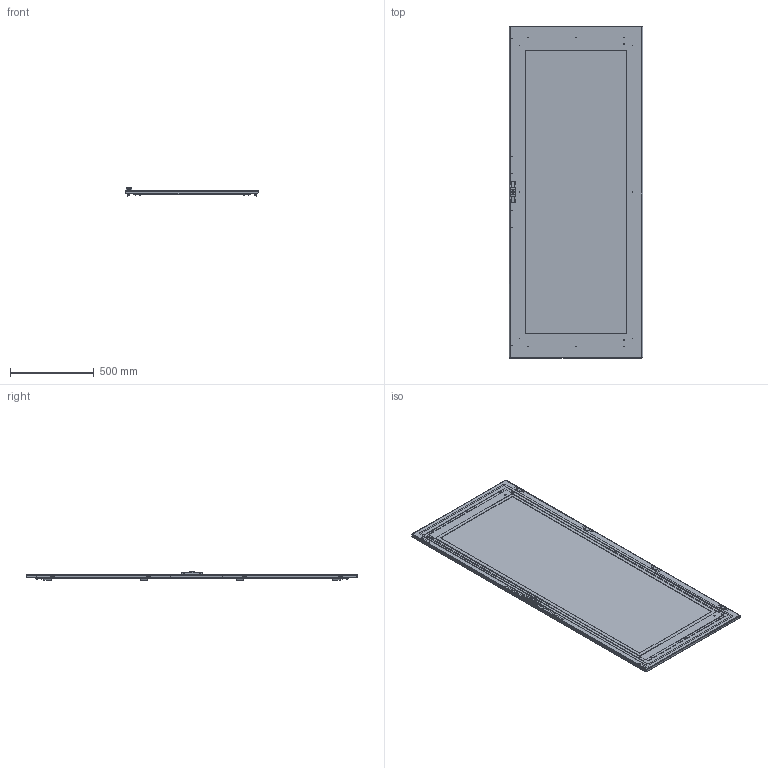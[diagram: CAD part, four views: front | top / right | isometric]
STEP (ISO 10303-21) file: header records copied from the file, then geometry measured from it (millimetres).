
FILE_DESCRIPTION (( 'STEP AP203' ), '1' );
FILE_NAME ('UR24400200806 Äâåðü îáçîðíàÿ RS52 200.80 ÑÏ (000.801.511-02).STEP', '2022-04-08T11:19:04', ( '' ), ( '' ), 'SwSTEP 2.0', 'SolidWorks 2017', '' );
FILE_SCHEMA (( 'CONFIG_CONTROL_DESIGN' ));
Length unit declared in the file: millimetre
Products named in the file (33): Âèíò DIN 7500 C TORX_Œ5å16; Øàéáà 6402 Ò_Œ6; 017-45 栺樏鋋_09 (200.80); 000.203.279 Äâåðü îáçîðíàÿ RS52 200.00_02 (200.80); 000.231.045 Ðàìà óñèëèâàþùàÿ RS52_19 (200.80); 000.800.093 Ïëàíêà çàïîðíàÿ_04 (200.00); 016-90 Øòûðü ïåòëè LC3; 048-06 Ïðóæèíà ïåòëè çàæèìíàÿ; 054-200 Ñòîéêà äâåðè RS52_04 (200.00); 000.210.560 Îñíîâàíèå äâåðè îáçîðíîé RS52 200.00_02 (200.80); Âèíò ISO 10642 TX_Œ5å10; 012-2039 Ïàíåëü äâåðè RS52 200.00_02 (200.80); MS896 Çàìîê-íàêëàäêà îñíîâíàÿ äëÿ LC_Žâªàëâ®; Ãàéêà øåñòèãðàííàÿ âûñîêàÿ ñàìîñòîïîðÿùàÿñÿ ñ ôëàíöåì ÃÎÑÒ ISO 7043_Œ6; 054-201 Ïîïåðå÷èíà äâåðè RS52_02 (00.80); 040-195 Ïëàíêà çàïîðíàÿ_04 (200.00); Ñêîò÷ äëÿ ñòåêëà äâåðè RS52_09 (200.80); 029-373 Ñîåäèíèòåëü óãëîâîé ðàìêè äâåðè RS52; 028-98 Ñêîáà; 028-126 Ñêîáà LC3; Øïèëüêà ðåçüáîâàÿ Ì6_Œ5å12; 000.800.094 Ïëàíêà çàïîðíàÿ_04 (200.00); 040-194 Ïëàíêà çàïîðíàÿ_00 (120.00, 180.00 - 220.00); UR24400200806 Äâåðü îáçîðíàÿ RS52 200.80 ÑÏ (000.801.511-02); 040-196 Ïëàíêà çàïîðíàÿ_04 (200.00); Øïèëüêà ðåçüáîâàÿ Ì6_Œ6å12; Âèíò ISO 10642 TX_Œ5å16; 050-42 Âòóëêà ñêðûòîé ïåòëè; 037-50 Ïåòëÿ LC3; Óïëîòíèòåëü ÏÏÓ äëÿ äâåðêè LC3_14 (200å80); Ãàéêà Ýðèêñîíà Ì5 ñ ïëîñêîé ãîëîâêîé; 000.800.061 Ïåòëÿ LC3_‡ ªàëâ®; Øïèëüêà çàçåìëåíèÿ CKF CS_Œ6å16
Assembly tree (112 placements, depth 4):
  UR24400200806 Äâåðü îáçîðíàÿ RS52 200.80 ÑÏ (000.801.511-02)
    000.203.279 Äâåðü îáçîðíàÿ RS52 200.00_02 (200.80)
      000.210.560 Îñíîâàíèå äâåðè îáçîðíîé RS52 200.00_02 (200.80)
        012-2039 Ïàíåëü äâåðè RS52 200.00_02 (200.80)
        Øïèëüêà çàçåìëåíèÿ CKF CS_Œ6å16  x2
        Øïèëüêà ðåçüáîâàÿ Ì6_Œ5å12  x12
        Øïèëüêà ðåçüáîâàÿ Ì6_Œ6å12  x6
        050-42 Âòóëêà ñêðûòîé ïåòëè  x4
      000.231.045 Ðàìà óñèëèâàþùàÿ RS52_19 (200.80)
        054-200 Ñòîéêà äâåðè RS52_04 (200.00)  x2
        054-201 Ïîïåðå÷èíà äâåðè RS52_02 (00.80)  x2
        029-373 Ñîåäèíèòåëü óãëîâîé ðàìêè äâåðè RS52  x4
        Âèíò DIN 7500 C TORX_Œ5å16  x8
      Ãàéêà Ýðèêñîíà Ì5 ñ ïëîñêîé ãîëîâêîé  x12
      Óïëîòíèòåëü ÏÏÓ äëÿ äâåðêè LC3_14 (200å80)
      MS896 Çàìîê-íàêëàäêà îñíîâíàÿ äëÿ LC_Žâªàëâ®
      Âèíò ISO 10642 TX_Œ5å10  x2
      040-194 Ïëàíêà çàïîðíàÿ_00 (120.00, 180.00 - 220.00)
      000.800.093 Ïëàíêà çàïîðíàÿ_04 (200.00)
        040-195 Ïëàíêà çàïîðíàÿ_04 (200.00)
        028-98 Ñêîáà  x2
      000.800.094 Ïëàíêà çàïîðíàÿ_04 (200.00)
        040-196 Ïëàíêà çàïîðíàÿ_04 (200.00)
        028-98 Ñêîáà  x2
      Ãàéêà øåñòèãðàííàÿ âûñîêàÿ ñàìîñòîïîðÿùàÿñÿ ñ ôëàíöåì ÃÎÑÒ ISO 7043_Œ6  x6
      Øàéáà 6402 Ò_Œ6  x6
      Ñêîò÷ äëÿ ñòåêëà äâåðè RS52_09 (200.80)
      017-45 栺樏鋋_09 (200.80)
    000.800.061 Ïåòëÿ LC3_‡ ªàëâ®  x4
      037-50 Ïåòëÿ LC3
      016-90 Øòûðü ïåòëè LC3
      048-06 Ïðóæèíà ïåòëè çàæèìíàÿ
    028-126 Ñêîáà LC3  x4
    Âèíò ISO 10642 TX_Œ5å16  x16
Bounding box: 796.8 x 1984 x 47.95 mm (x, y, z)
Volume: 6993648.4 mm3; surface area: 4919649.1 mm2
Topology: 123 solids, 127 shells, 3896 faces, 10329 edges, 6705 vertices
Faces by surface type: cylinder 1747, plane 1427, cone 492, bspline 112, torus 102, sphere 16
Entity records: 46593 total; most frequent: CARTESIAN_POINT 10170, DIRECTION 6645, ORIENTED_EDGE 6174, EDGE_CURVE 3090, AXIS2_PLACEMENT_3D 2504, VERTEX_POINT 2012, VECTOR 1637, LINE 1637
